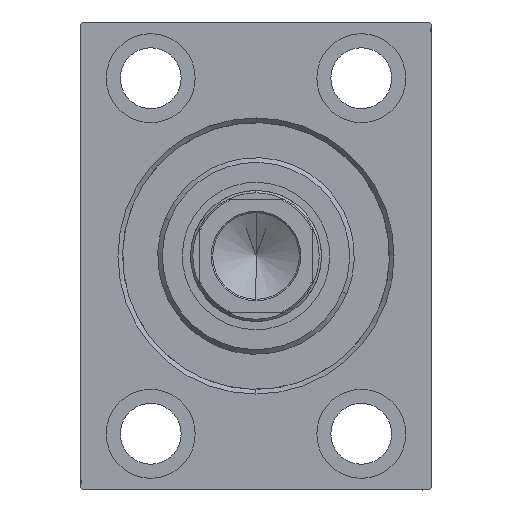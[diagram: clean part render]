
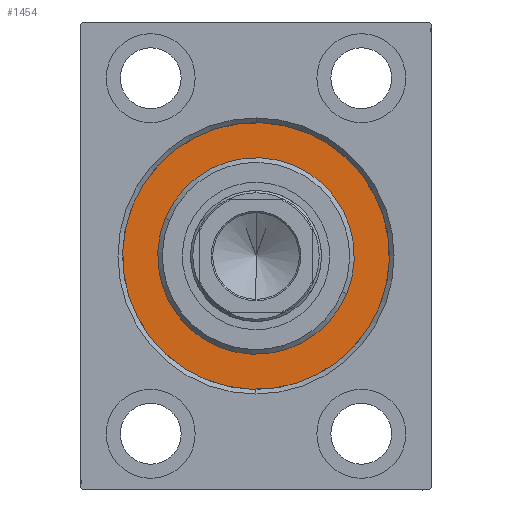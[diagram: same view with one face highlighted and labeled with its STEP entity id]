
A CAD part, left-side view. The second image highlights one B-rep face of the part: STEP entity #1454.
In plain terms, the highlighted face is planar.
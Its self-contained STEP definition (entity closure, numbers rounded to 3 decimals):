
#469 = CARTESIAN_POINT ( 'NONE',  ( 0., 0., 28.5 ) ) ;
#1052 = ORIENTED_EDGE ( 'NONE', *, *, #6693, .F. ) ;
#1454 = ADVANCED_FACE ( 'NONE', ( #43733, #32811 ), #39748, .F. ) ;
#2337 = EDGE_LOOP ( 'NONE', ( #36383, #14148 ) ) ;
#3758 = AXIS2_PLACEMENT_3D ( 'NONE', #12959, #9396, #40191 ) ;
#4040 = CARTESIAN_POINT ( 'NONE',  ( 0., 0., -28.5 ) ) ;
#5269 = DIRECTION ( 'NONE',  ( 0., 0., 1. ) ) ;
#6693 = EDGE_CURVE ( 'NONE', #21364, #10592, #11721, .T. ) ;
#7907 = DIRECTION ( 'NONE',  ( -1., 0., 0. ) ) ;
#9396 = DIRECTION ( 'NONE',  ( -1., 0., 0. ) ) ;
#10592 = VERTEX_POINT ( 'NONE', #21563 ) ;
#10816 = CARTESIAN_POINT ( 'NONE',  ( 0., 0., 0. ) ) ;
#11217 = AXIS2_PLACEMENT_3D ( 'NONE', #10816, #7907, #13942 ) ;
#11721 = CIRCLE ( 'NONE', #15980, 21. ) ;
#12238 = CIRCLE ( 'NONE', #35043, 21. ) ;
#12959 = CARTESIAN_POINT ( 'NONE',  ( 0., 0., 0. ) ) ;
#13794 = EDGE_CURVE ( 'NONE', #37602, #19658, #19309, .T. ) ;
#13942 = DIRECTION ( 'NONE',  ( 0., 0., 1. ) ) ;
#14148 = ORIENTED_EDGE ( 'NONE', *, *, #13794, .F. ) ;
#15805 = CARTESIAN_POINT ( 'NONE',  ( 0., 0., -21. ) ) ;
#15888 = EDGE_CURVE ( 'NONE', #10592, #21364, #12238, .T. ) ;
#15980 = AXIS2_PLACEMENT_3D ( 'NONE', #38387, #20535, #27884 ) ;
#18125 = CARTESIAN_POINT ( 'NONE',  ( 0., 0., 0. ) ) ;
#19309 = CIRCLE ( 'NONE', #42809, 28.5 ) ;
#19658 = VERTEX_POINT ( 'NONE', #4040 ) ;
#20535 = DIRECTION ( 'NONE',  ( 1., 0., 0. ) ) ;
#21364 = VERTEX_POINT ( 'NONE', #15805 ) ;
#21563 = CARTESIAN_POINT ( 'NONE',  ( 0., 0., 21. ) ) ;
#25432 = CIRCLE ( 'NONE', #11217, 28.5 ) ;
#26869 = EDGE_LOOP ( 'NONE', ( #38511, #1052 ) ) ;
#27250 = DIRECTION ( 'NONE',  ( -1., 0., 0. ) ) ;
#27884 = DIRECTION ( 'NONE',  ( 0., 0., -1. ) ) ;
#30614 = CARTESIAN_POINT ( 'NONE',  ( 0., 0., 0. ) ) ;
#31729 = DIRECTION ( 'NONE',  ( 0., 0., -1. ) ) ;
#32811 = FACE_OUTER_BOUND ( 'NONE', #2337, .T. ) ;
#35043 = AXIS2_PLACEMENT_3D ( 'NONE', #18125, #38647, #31729 ) ;
#36383 = ORIENTED_EDGE ( 'NONE', *, *, #36397, .F. ) ;
#36397 = EDGE_CURVE ( 'NONE', #19658, #37602, #25432, .T. ) ;
#37602 = VERTEX_POINT ( 'NONE', #469 ) ;
#38387 = CARTESIAN_POINT ( 'NONE',  ( 0., 0., 0. ) ) ;
#38511 = ORIENTED_EDGE ( 'NONE', *, *, #15888, .F. ) ;
#38647 = DIRECTION ( 'NONE',  ( 1., 0., 0. ) ) ;
#39748 = PLANE ( 'NONE',  #3758 ) ;
#40191 = DIRECTION ( 'NONE',  ( 0., 0., 1. ) ) ;
#42809 = AXIS2_PLACEMENT_3D ( 'NONE', #30614, #27250, #5269 ) ;
#43733 = FACE_BOUND ( 'NONE', #26869, .T. ) ;
